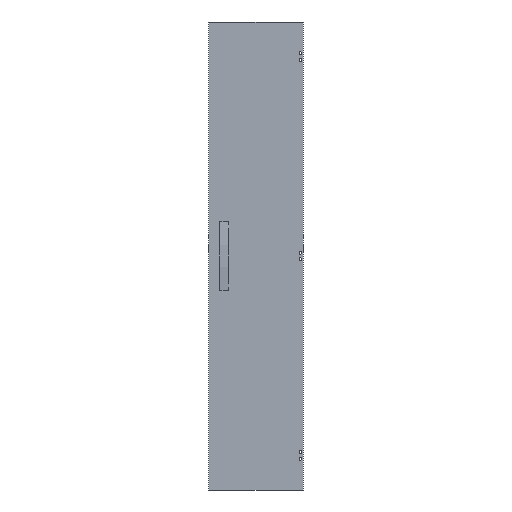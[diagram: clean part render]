
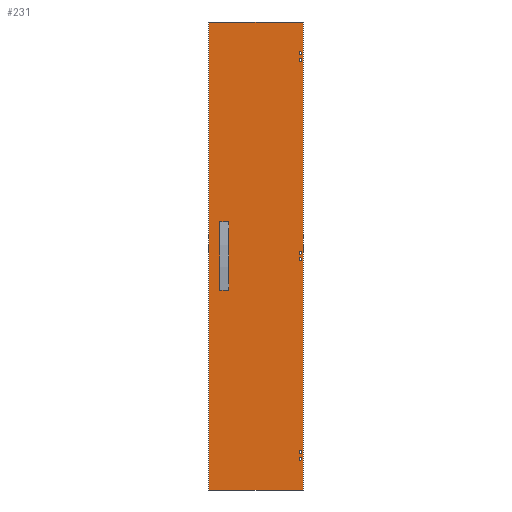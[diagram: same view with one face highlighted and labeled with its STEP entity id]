
A CAD part, front view. The second image highlights one B-rep face of the part: STEP entity #231.
In plain terms, the highlighted planar face has unit normal (0, -1, 0).
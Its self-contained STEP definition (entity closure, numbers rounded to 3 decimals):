
#31 = EDGE_CURVE ( 'NONE', #365, #417, #874, .T. ) ;
#33 = DIRECTION ( 'NONE',  ( 0., 1., 0. ) ) ;
#39 = FACE_BOUND ( 'NONE', #299, .T. ) ;
#43 = FACE_BOUND ( 'NONE', #545, .T. ) ;
#56 = VERTEX_POINT ( 'NONE', #80 ) ;
#58 = CARTESIAN_POINT ( 'NONE',  ( 179.5, -1.5, 892. ) ) ;
#65 = CARTESIAN_POINT ( 'NONE',  ( 175., -1.5, -12.5 ) ) ;
#67 = VECTOR ( 'NONE', #476, 1000. ) ;
#80 = CARTESIAN_POINT ( 'NONE',  ( 175., -1.5, 772.5 ) ) ;
#130 = AXIS2_PLACEMENT_3D ( 'NONE', #873, #656, #283 ) ;
#133 = DIRECTION ( 'NONE',  ( 0., 1., 0. ) ) ;
#152 = VERTEX_POINT ( 'NONE', #65 ) ;
#163 = ORIENTED_EDGE ( 'NONE', *, *, #501, .T. ) ;
#170 = CARTESIAN_POINT ( 'NONE',  ( 175., -1.5, -747.5 ) ) ;
#177 = DIRECTION ( 'NONE',  ( 1., 0., 0. ) ) ;
#197 = ORIENTED_EDGE ( 'NONE', *, *, #778, .T. ) ;
#229 = ORIENTED_EDGE ( 'NONE', *, *, #592, .F. ) ;
#231 = ADVANCED_FACE ( 'NONE', ( #937, #1017, #43, #39, #426, #930, #1012 ), #527, .F. ) ;
#250 = CARTESIAN_POINT ( 'NONE',  ( 175., -1.5, -772.5 ) ) ;
#274 = VECTOR ( 'NONE', #177, 1000. ) ;
#283 = DIRECTION ( 'NONE',  ( 1., 0., 0. ) ) ;
#291 = CIRCLE ( 'NONE', #582, 5.5 ) ;
#299 = EDGE_LOOP ( 'NONE', ( #644 ) ) ;
#310 = AXIS2_PLACEMENT_3D ( 'NONE', #964, #667, #1168 ) ;
#338 = DIRECTION ( 'NONE',  ( 1., 0., 0. ) ) ;
#340 = CARTESIAN_POINT ( 'NONE',  ( 169.5, -1.5, 747.5 ) ) ;
#342 = ORIENTED_EDGE ( 'NONE', *, *, #630, .T. ) ;
#352 = VERTEX_POINT ( 'NONE', #170 ) ;
#364 = DIRECTION ( 'NONE',  ( 1., 0., 0. ) ) ;
#365 = VERTEX_POINT ( 'NONE', #943 ) ;
#389 = DIRECTION ( 'NONE',  ( -1., 0., 0. ) ) ;
#395 = AXIS2_PLACEMENT_3D ( 'NONE', #619, #133, #338 ) ;
#401 = EDGE_CURVE ( 'NONE', #1001, #417, #851, .T. ) ;
#417 = VERTEX_POINT ( 'NONE', #1228 ) ;
#426 = FACE_BOUND ( 'NONE', #965, .T. ) ;
#427 = ORIENTED_EDGE ( 'NONE', *, *, #401, .T. ) ;
#438 = CARTESIAN_POINT ( 'NONE',  ( 0., -1.5, 0. ) ) ;
#440 = EDGE_CURVE ( 'NONE', #352, #352, #598, .T. ) ;
#446 = VERTEX_POINT ( 'NONE', #595 ) ;
#473 = CARTESIAN_POINT ( 'NONE',  ( -179.5, -1.5, 892. ) ) ;
#476 = DIRECTION ( 'NONE',  ( 0., 0., -1. ) ) ;
#488 = EDGE_LOOP ( 'NONE', ( #585 ) ) ;
#495 = CIRCLE ( 'NONE', #665, 5.5 ) ;
#501 = EDGE_CURVE ( 'NONE', #365, #771, #993, .T. ) ;
#527 = PLANE ( 'NONE',  #899 ) ;
#533 = DIRECTION ( 'NONE',  ( 1., 0., 0. ) ) ;
#539 = DIRECTION ( 'NONE',  ( 1., 0., 0. ) ) ;
#545 = EDGE_LOOP ( 'NONE', ( #342 ) ) ;
#582 = AXIS2_PLACEMENT_3D ( 'NONE', #340, #33, #539 ) ;
#585 = ORIENTED_EDGE ( 'NONE', *, *, #440, .T. ) ;
#592 = EDGE_CURVE ( 'NONE', #1001, #771, #894, .T. ) ;
#593 = CARTESIAN_POINT ( 'NONE',  ( 179.5, -1.5, 0. ) ) ;
#595 = CARTESIAN_POINT ( 'NONE',  ( 175., -1.5, 12.5 ) ) ;
#598 = CIRCLE ( 'NONE', #130, 5.5 ) ;
#619 = CARTESIAN_POINT ( 'NONE',  ( 169.5, -1.5, -772.5 ) ) ;
#620 = DIRECTION ( 'NONE',  ( 0., 1., 0. ) ) ;
#630 = EDGE_CURVE ( 'NONE', #56, #56, #984, .T. ) ;
#644 = ORIENTED_EDGE ( 'NONE', *, *, #1227, .T. ) ;
#656 = DIRECTION ( 'NONE',  ( 0., 1., 0. ) ) ;
#660 = AXIS2_PLACEMENT_3D ( 'NONE', #727, #620, #1021 ) ;
#665 = AXIS2_PLACEMENT_3D ( 'NONE', #707, #815, #364 ) ;
#667 = DIRECTION ( 'NONE',  ( 0., 1., 0. ) ) ;
#707 = CARTESIAN_POINT ( 'NONE',  ( 169.5, -1.5, 12.5 ) ) ;
#727 = CARTESIAN_POINT ( 'NONE',  ( 169.5, -1.5, -12.5 ) ) ;
#735 = ORIENTED_EDGE ( 'NONE', *, *, #31, .F. ) ;
#742 = CIRCLE ( 'NONE', #660, 5.5 ) ;
#771 = VERTEX_POINT ( 'NONE', #58 ) ;
#778 = EDGE_CURVE ( 'NONE', #1147, #1147, #291, .T. ) ;
#815 = DIRECTION ( 'NONE',  ( 0., 1., 0. ) ) ;
#826 = EDGE_CURVE ( 'NONE', #152, #152, #742, .T. ) ;
#851 = LINE ( 'NONE', #1154, #67 ) ;
#873 = CARTESIAN_POINT ( 'NONE',  ( 169.5, -1.5, -747.5 ) ) ;
#874 = LINE ( 'NONE', #1146, #898 ) ;
#883 = CIRCLE ( 'NONE', #395, 5.5 ) ;
#894 = LINE ( 'NONE', #1233, #274 ) ;
#898 = VECTOR ( 'NONE', #389, 1000. ) ;
#899 = AXIS2_PLACEMENT_3D ( 'NONE', #438, #1035, #533 ) ;
#930 = FACE_BOUND ( 'NONE', #488, .T. ) ;
#937 = FACE_OUTER_BOUND ( 'NONE', #1029, .T. ) ;
#938 = EDGE_LOOP ( 'NONE', ( #1151 ) ) ;
#943 = CARTESIAN_POINT ( 'NONE',  ( 179.5, -1.5, -892. ) ) ;
#947 = CARTESIAN_POINT ( 'NONE',  ( 175., -1.5, 747.5 ) ) ;
#964 = CARTESIAN_POINT ( 'NONE',  ( 169.5, -1.5, 772.5 ) ) ;
#965 = EDGE_LOOP ( 'NONE', ( #1177 ) ) ;
#980 = DIRECTION ( 'NONE',  ( 0., 0., 1. ) ) ;
#984 = CIRCLE ( 'NONE', #310, 5.5 ) ;
#993 = LINE ( 'NONE', #593, #1196 ) ;
#1001 = VERTEX_POINT ( 'NONE', #473 ) ;
#1012 = FACE_BOUND ( 'NONE', #938, .T. ) ;
#1017 = FACE_BOUND ( 'NONE', #1212, .T. ) ;
#1021 = DIRECTION ( 'NONE',  ( 1., 0., 0. ) ) ;
#1029 = EDGE_LOOP ( 'NONE', ( #427, #735, #163, #229 ) ) ;
#1035 = DIRECTION ( 'NONE',  ( 0., 1., 0. ) ) ;
#1118 = VERTEX_POINT ( 'NONE', #250 ) ;
#1146 = CARTESIAN_POINT ( 'NONE',  ( 0., -1.5, -892. ) ) ;
#1147 = VERTEX_POINT ( 'NONE', #947 ) ;
#1151 = ORIENTED_EDGE ( 'NONE', *, *, #1211, .T. ) ;
#1154 = CARTESIAN_POINT ( 'NONE',  ( -179.5, -1.5, 0. ) ) ;
#1168 = DIRECTION ( 'NONE',  ( 1., 0., 0. ) ) ;
#1177 = ORIENTED_EDGE ( 'NONE', *, *, #826, .T. ) ;
#1196 = VECTOR ( 'NONE', #980, 1000. ) ;
#1211 = EDGE_CURVE ( 'NONE', #1118, #1118, #883, .T. ) ;
#1212 = EDGE_LOOP ( 'NONE', ( #197 ) ) ;
#1227 = EDGE_CURVE ( 'NONE', #446, #446, #495, .T. ) ;
#1228 = CARTESIAN_POINT ( 'NONE',  ( -179.5, -1.5, -892. ) ) ;
#1233 = CARTESIAN_POINT ( 'NONE',  ( 0., -1.5, 892. ) ) ;
